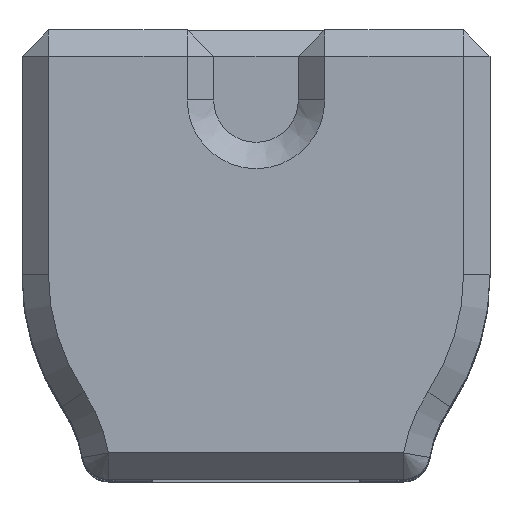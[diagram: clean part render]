
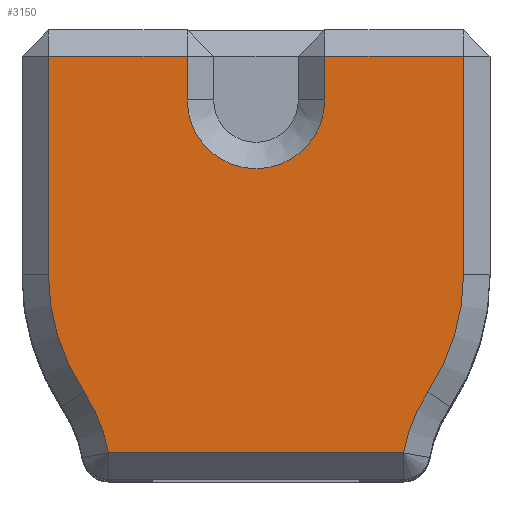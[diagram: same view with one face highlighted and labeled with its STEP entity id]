
A CAD part, top view. The second image highlights one B-rep face of the part: STEP entity #3150.
In plain terms, the highlighted planar face has unit normal (0, 0, 1).
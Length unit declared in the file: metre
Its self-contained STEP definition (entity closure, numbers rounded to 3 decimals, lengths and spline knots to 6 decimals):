
#355=LINE('',#5120,#677);
#356=LINE('',#5123,#678);
#357=LINE('',#5125,#679);
#358=LINE('',#5129,#680);
#359=LINE('',#5131,#681);
#360=LINE('',#5133,#682);
#361=LINE('',#5139,#683);
#677=VECTOR('',#3868,1.);
#678=VECTOR('',#3869,1.);
#679=VECTOR('',#3870,1.);
#680=VECTOR('',#3873,1.);
#681=VECTOR('',#3874,1.);
#682=VECTOR('',#3875,1.);
#683=VECTOR('',#3880,1.);
#1162=ORIENTED_EDGE('',*,*,#2008,.T.);
#1163=ORIENTED_EDGE('',*,*,#2009,.T.);
#1164=ORIENTED_EDGE('',*,*,#2010,.T.);
#1165=ORIENTED_EDGE('',*,*,#2011,.T.);
#1166=ORIENTED_EDGE('',*,*,#2012,.T.);
#1167=ORIENTED_EDGE('',*,*,#2013,.T.);
#1168=ORIENTED_EDGE('',*,*,#2014,.T.);
#1169=ORIENTED_EDGE('',*,*,#2015,.T.);
#1170=ORIENTED_EDGE('',*,*,#2016,.T.);
#1171=ORIENTED_EDGE('',*,*,#2017,.T.);
#1172=ORIENTED_EDGE('',*,*,#2018,.T.);
#1173=ORIENTED_EDGE('',*,*,#2019,.T.);
#2008=EDGE_CURVE('',#2429,#2430,#355,.T.);
#2009=EDGE_CURVE('',#2430,#2431,#356,.T.);
#2010=EDGE_CURVE('',#2431,#2432,#357,.T.);
#2011=EDGE_CURVE('',#2432,#2433,#2560,.F.);
#2012=EDGE_CURVE('',#2433,#2434,#358,.T.);
#2013=EDGE_CURVE('',#2434,#2435,#359,.T.);
#2014=EDGE_CURVE('',#2435,#2436,#360,.T.);
#2015=EDGE_CURVE('',#2436,#2437,#2561,.T.);
#2016=EDGE_CURVE('',#2437,#2438,#2562,.F.);
#2017=EDGE_CURVE('',#2438,#2439,#361,.T.);
#2018=EDGE_CURVE('',#2439,#2440,#2563,.F.);
#2019=EDGE_CURVE('',#2440,#2429,#2564,.T.);
#2429=VERTEX_POINT('',#5121);
#2430=VERTEX_POINT('',#5122);
#2431=VERTEX_POINT('',#5124);
#2432=VERTEX_POINT('',#5126);
#2433=VERTEX_POINT('',#5128);
#2434=VERTEX_POINT('',#5130);
#2435=VERTEX_POINT('',#5132);
#2436=VERTEX_POINT('',#5134);
#2437=VERTEX_POINT('',#5136);
#2438=VERTEX_POINT('',#5138);
#2439=VERTEX_POINT('',#5140);
#2440=VERTEX_POINT('',#5142);
#2560=CIRCLE('',#3392,0.0026);
#2561=CIRCLE('',#3393,0.008);
#2562=CIRCLE('',#3394,0.006);
#2563=CIRCLE('',#3395,0.006);
#2564=CIRCLE('',#3396,0.008);
#2636=EDGE_LOOP('',(#1162,#1163,#1164,#1165,#1166,#1167,#1168,#1169,#1170,
#1171,#1172,#1173));
#2842=FACE_BOUND('',#2636,.T.);
#3018=PLANE('',#3391);
#3150=ADVANCED_FACE('',(#2842),#3018,.T.);
#3391=AXIS2_PLACEMENT_3D('',#5119,#3866,#3867);
#3392=AXIS2_PLACEMENT_3D('',#5127,#3871,#3872);
#3393=AXIS2_PLACEMENT_3D('',#5135,#3876,#3877);
#3394=AXIS2_PLACEMENT_3D('',#5137,#3878,#3879);
#3395=AXIS2_PLACEMENT_3D('',#5141,#3881,#3882);
#3396=AXIS2_PLACEMENT_3D('',#5143,#3883,#3884);
#3866=DIRECTION('',(0.,0.,1.));
#3867=DIRECTION('',(1.,0.,0.));
#3868=DIRECTION('',(0.,1.,0.));
#3869=DIRECTION('',(-1.,0.,0.));
#3870=DIRECTION('',(0.,-1.,0.));
#3871=DIRECTION('',(0.,0.,1.));
#3872=DIRECTION('',(1.,0.,0.));
#3873=DIRECTION('',(0.,1.,0.));
#3874=DIRECTION('',(-1.,0.,0.));
#3875=DIRECTION('',(0.,-1.,0.));
#3876=DIRECTION('',(0.,0.,1.));
#3877=DIRECTION('',(1.,0.,0.));
#3878=DIRECTION('',(0.,0.,1.));
#3879=DIRECTION('',(1.,0.,0.));
#3880=DIRECTION('',(1.,0.,0.));
#3881=DIRECTION('',(0.,0.,1.));
#3882=DIRECTION('',(1.,0.,0.));
#3883=DIRECTION('',(0.,0.,1.));
#3884=DIRECTION('',(1.,0.,0.));
#5119=CARTESIAN_POINT('',(0.000946,0.00075,0.1064));
#5120=CARTESIAN_POINT('',(0.0077,0.00075,0.1064));
#5121=CARTESIAN_POINT('',(0.0077,0.,0.1064));
#5122=CARTESIAN_POINT('',(0.0077,0.00825,0.1064));
#5123=CARTESIAN_POINT('',(0.000946,0.00825,0.1064));
#5124=CARTESIAN_POINT('',(0.00245,0.00825,0.1064));
#5125=CARTESIAN_POINT('',(0.00245,0.00075,0.1064));
#5126=CARTESIAN_POINT('',(0.00245,0.0066,0.1064));
#5127=CARTESIAN_POINT('',(-0.00015,0.0066,0.1064));
#5128=CARTESIAN_POINT('',(-0.00275,0.0066,0.1064));
#5129=CARTESIAN_POINT('',(-0.00275,0.00075,0.1064));
#5130=CARTESIAN_POINT('',(-0.00275,0.00825,0.1064));
#5131=CARTESIAN_POINT('',(0.000946,0.00825,0.1064));
#5132=CARTESIAN_POINT('',(-0.008,0.00825,0.1064));
#5133=CARTESIAN_POINT('',(-0.008,0.00075,0.1064));
#5134=CARTESIAN_POINT('',(-0.008,0.,0.1064));
#5135=CARTESIAN_POINT('',(0.,0.,0.1064));
#5136=CARTESIAN_POINT('',(-0.006652,-0.004444,0.1064));
#5137=CARTESIAN_POINT('',(-0.011641,-0.007778,0.1064));
#5138=CARTESIAN_POINT('',(-0.005729,-0.00675,0.1064));
#5139=CARTESIAN_POINT('',(0.000946,-0.00675,0.1064));
#5140=CARTESIAN_POINT('',(0.005429,-0.00675,0.1064));
#5141=CARTESIAN_POINT('',(0.011341,-0.007778,0.1064));
#5142=CARTESIAN_POINT('',(0.006352,-0.004444,0.1064));
#5143=CARTESIAN_POINT('',(-0.0003,0.,0.1064));
